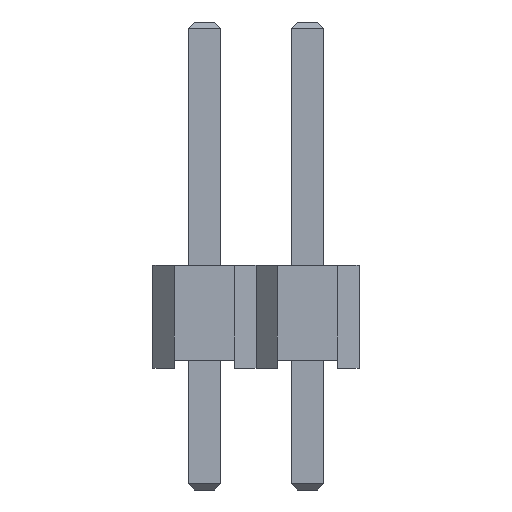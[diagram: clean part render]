
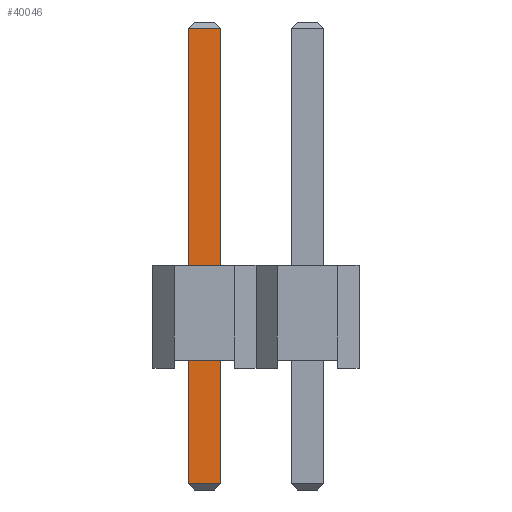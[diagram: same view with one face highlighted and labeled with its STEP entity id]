
A CAD part, front view. The second image highlights one B-rep face of the part: STEP entity #40046.
In plain terms, the highlighted planar face has unit normal (0, -1, 0).
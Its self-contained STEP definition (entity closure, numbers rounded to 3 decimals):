
#39634 = PLANE('',#39635);
#39635 = AXIS2_PLACEMENT_3D('',#39636,#39637,#39638);
#39636 = CARTESIAN_POINT('',(-0.4,-0.4,-3.));
#39637 = DIRECTION('',(-1.,0.,0.));
#39638 = DIRECTION('',(0.,1.,0.));
#39690 = PLANE('',#39691);
#39691 = AXIS2_PLACEMENT_3D('',#39692,#39693,#39694);
#39692 = CARTESIAN_POINT('',(0.4,0.4,-3.));
#39693 = DIRECTION('',(1.,0.,0.));
#39694 = DIRECTION('',(0.,-1.,0.));
#39731 = EDGE_CURVE('',#39732,#39734,#39736,.T.);
#39732 = VERTEX_POINT('',#39733);
#39733 = CARTESIAN_POINT('',(-0.4,-0.4,-2.85));
#39734 = VERTEX_POINT('',#39735);
#39735 = CARTESIAN_POINT('',(-0.4,-0.4,8.39));
#39736 = SURFACE_CURVE('',#39737,(#39741,#39748),.PCURVE_S1.);
#39737 = LINE('',#39738,#39739);
#39738 = CARTESIAN_POINT('',(-0.4,-0.4,-3.));
#39739 = VECTOR('',#39740,1.);
#39740 = DIRECTION('',(0.,0.,1.));
#39741 = PCURVE('',#39634,#39742);
#39742 = DEFINITIONAL_REPRESENTATION('',(#39743),#39747);
#39743 = LINE('',#39744,#39745);
#39744 = CARTESIAN_POINT('',(0.,0.));
#39745 = VECTOR('',#39746,1.);
#39746 = DIRECTION('',(0.,-1.));
#39747 = ( GEOMETRIC_REPRESENTATION_CONTEXT(2) 
PARAMETRIC_REPRESENTATION_CONTEXT() REPRESENTATION_CONTEXT('2D SPACE',''
  ) );
#39748 = PCURVE('',#39749,#39754);
#39749 = PLANE('',#39750);
#39750 = AXIS2_PLACEMENT_3D('',#39751,#39752,#39753);
#39751 = CARTESIAN_POINT('',(0.4,-0.4,-3.));
#39752 = DIRECTION('',(0.,-1.,0.));
#39753 = DIRECTION('',(-1.,0.,0.));
#39754 = DEFINITIONAL_REPRESENTATION('',(#39755),#39759);
#39755 = LINE('',#39756,#39757);
#39756 = CARTESIAN_POINT('',(0.8,0.));
#39757 = VECTOR('',#39758,1.);
#39758 = DIRECTION('',(0.,-1.));
#39759 = ( GEOMETRIC_REPRESENTATION_CONTEXT(2) 
PARAMETRIC_REPRESENTATION_CONTEXT() REPRESENTATION_CONTEXT('2D SPACE',''
  ) );
#39981 = VERTEX_POINT('',#39982);
#39982 = CARTESIAN_POINT('',(0.4,-0.4,8.39));
#40003 = EDGE_CURVE('',#40004,#39981,#40006,.T.);
#40004 = VERTEX_POINT('',#40005);
#40005 = CARTESIAN_POINT('',(0.4,-0.4,-2.85));
#40006 = SURFACE_CURVE('',#40007,(#40011,#40018),.PCURVE_S1.);
#40007 = LINE('',#40008,#40009);
#40008 = CARTESIAN_POINT('',(0.4,-0.4,-3.));
#40009 = VECTOR('',#40010,1.);
#40010 = DIRECTION('',(0.,0.,1.));
#40011 = PCURVE('',#39690,#40012);
#40012 = DEFINITIONAL_REPRESENTATION('',(#40013),#40017);
#40013 = LINE('',#40014,#40015);
#40014 = CARTESIAN_POINT('',(0.8,0.));
#40015 = VECTOR('',#40016,1.);
#40016 = DIRECTION('',(0.,-1.));
#40017 = ( GEOMETRIC_REPRESENTATION_CONTEXT(2) 
PARAMETRIC_REPRESENTATION_CONTEXT() REPRESENTATION_CONTEXT('2D SPACE',''
  ) );
#40018 = PCURVE('',#39749,#40019);
#40019 = DEFINITIONAL_REPRESENTATION('',(#40020),#40024);
#40020 = LINE('',#40021,#40022);
#40021 = CARTESIAN_POINT('',(0.,-0.));
#40022 = VECTOR('',#40023,1.);
#40023 = DIRECTION('',(0.,-1.));
#40024 = ( GEOMETRIC_REPRESENTATION_CONTEXT(2) 
PARAMETRIC_REPRESENTATION_CONTEXT() REPRESENTATION_CONTEXT('2D SPACE',''
  ) );
#40046 = ADVANCED_FACE('',(#40047),#39749,.T.);
#40047 = FACE_BOUND('',#40048,.T.);
#40048 = EDGE_LOOP('',(#40049,#40050,#40076,#40077));
#40049 = ORIENTED_EDGE('',*,*,#40003,.T.);
#40050 = ORIENTED_EDGE('',*,*,#40051,.T.);
#40051 = EDGE_CURVE('',#39981,#39734,#40052,.T.);
#40052 = SURFACE_CURVE('',#40053,(#40057,#40064),.PCURVE_S1.);
#40053 = LINE('',#40054,#40055);
#40054 = CARTESIAN_POINT('',(0.4,-0.4,8.39));
#40055 = VECTOR('',#40056,1.);
#40056 = DIRECTION('',(-1.,0.,0.));
#40057 = PCURVE('',#39749,#40058);
#40058 = DEFINITIONAL_REPRESENTATION('',(#40059),#40063);
#40059 = LINE('',#40060,#40061);
#40060 = CARTESIAN_POINT('',(0.,-11.39));
#40061 = VECTOR('',#40062,1.);
#40062 = DIRECTION('',(1.,0.));
#40063 = ( GEOMETRIC_REPRESENTATION_CONTEXT(2) 
PARAMETRIC_REPRESENTATION_CONTEXT() REPRESENTATION_CONTEXT('2D SPACE',''
  ) );
#40064 = PCURVE('',#40065,#40070);
#40065 = PLANE('',#40066);
#40066 = AXIS2_PLACEMENT_3D('',#40067,#40068,#40069);
#40067 = CARTESIAN_POINT('',(0.4,-0.325,8.465));
#40068 = DIRECTION('',(0.,-0.707,0.707));
#40069 = DIRECTION('',(1.,0.,0.));
#40070 = DEFINITIONAL_REPRESENTATION('',(#40071),#40075);
#40071 = LINE('',#40072,#40073);
#40072 = CARTESIAN_POINT('',(-0.,-0.106));
#40073 = VECTOR('',#40074,1.);
#40074 = DIRECTION('',(-1.,0.));
#40075 = ( GEOMETRIC_REPRESENTATION_CONTEXT(2) 
PARAMETRIC_REPRESENTATION_CONTEXT() REPRESENTATION_CONTEXT('2D SPACE',''
  ) );
#40076 = ORIENTED_EDGE('',*,*,#39731,.F.);
#40077 = ORIENTED_EDGE('',*,*,#40078,.F.);
#40078 = EDGE_CURVE('',#40004,#39732,#40079,.T.);
#40079 = SURFACE_CURVE('',#40080,(#40084,#40091),.PCURVE_S1.);
#40080 = LINE('',#40081,#40082);
#40081 = CARTESIAN_POINT('',(0.4,-0.4,-2.85));
#40082 = VECTOR('',#40083,1.);
#40083 = DIRECTION('',(-1.,0.,0.));
#40084 = PCURVE('',#39749,#40085);
#40085 = DEFINITIONAL_REPRESENTATION('',(#40086),#40090);
#40086 = LINE('',#40087,#40088);
#40087 = CARTESIAN_POINT('',(0.,-0.15));
#40088 = VECTOR('',#40089,1.);
#40089 = DIRECTION('',(1.,0.));
#40090 = ( GEOMETRIC_REPRESENTATION_CONTEXT(2) 
PARAMETRIC_REPRESENTATION_CONTEXT() REPRESENTATION_CONTEXT('2D SPACE',''
  ) );
#40091 = PCURVE('',#40092,#40097);
#40092 = PLANE('',#40093);
#40093 = AXIS2_PLACEMENT_3D('',#40094,#40095,#40096);
#40094 = CARTESIAN_POINT('',(0.4,-0.325,-2.925));
#40095 = DIRECTION('',(0.,0.707,0.707)
  );
#40096 = DIRECTION('',(1.,0.,0.));
#40097 = DEFINITIONAL_REPRESENTATION('',(#40098),#40102);
#40098 = LINE('',#40099,#40100);
#40099 = CARTESIAN_POINT('',(-0.,-0.106));
#40100 = VECTOR('',#40101,1.);
#40101 = DIRECTION('',(-1.,0.));
#40102 = ( GEOMETRIC_REPRESENTATION_CONTEXT(2) 
PARAMETRIC_REPRESENTATION_CONTEXT() REPRESENTATION_CONTEXT('2D SPACE',''
  ) );
